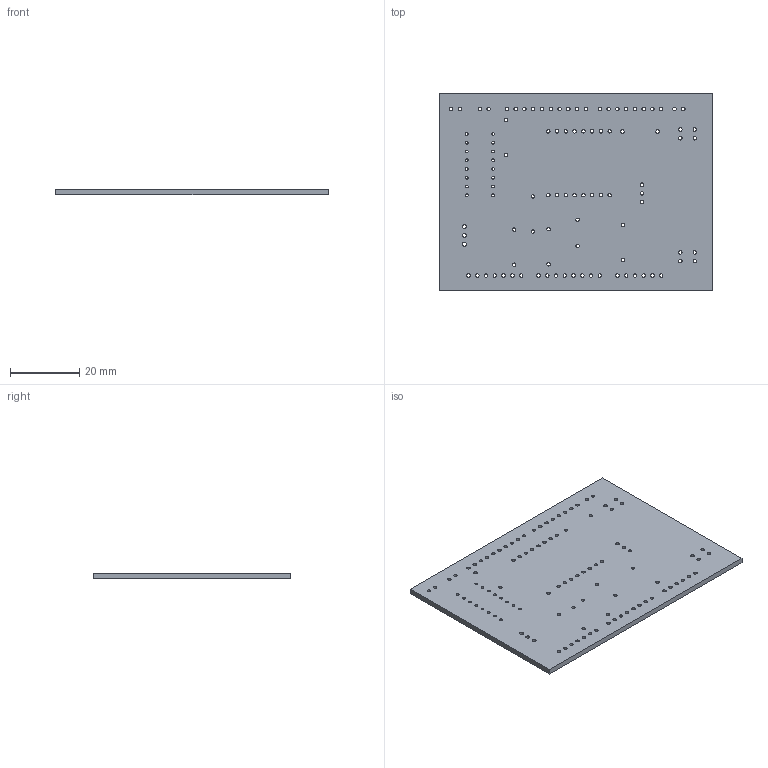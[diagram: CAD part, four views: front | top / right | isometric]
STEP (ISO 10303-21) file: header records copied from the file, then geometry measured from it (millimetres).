
FILE_DESCRIPTION(('FreeCAD Model'),'2;1');
FILE_NAME('Shield Pandora.step','2017-01-10T16:10:53',('kicad StepUp'),( 'ksu MCAD'),'Open CASCADE STEP processor 6.8','FreeCAD','Unknown');
FILE_SCHEMA(('AUTOMOTIVE_DESIGN_CC2 { 1 2 10303 214 -1 1 5 4 }'));
Length unit declared in the file: millimetre
Products named in the file (2): ASSEMBLY; Pcb
Assembly tree (1 placements, depth 2):
  ASSEMBLY
    Pcb
Bounding box: 78.97 x 57.09 x 1.6 mm (x, y, z)
Volume: 7085 mm3; surface area: 9811.4 mm2
Topology: 1 solids, 1 shells, 111 faces, 327 edges, 218 vertices
Faces by surface type: cylinder 105, plane 6
Full cylindrical faces by diameter (mm): 0.8 x16, 1.001 x14, 1.016 x72, 1.143 x3
Entity records: 4290 total; most frequent: DIRECTION 763, CARTESIAN_POINT 658, ORIENTED_EDGE 654, EDGE_CURVE 327, AXIS2_PLACEMENT_3D 323, FACE_BOUND 321, EDGE_LOOP 321, VERTEX_POINT 218
